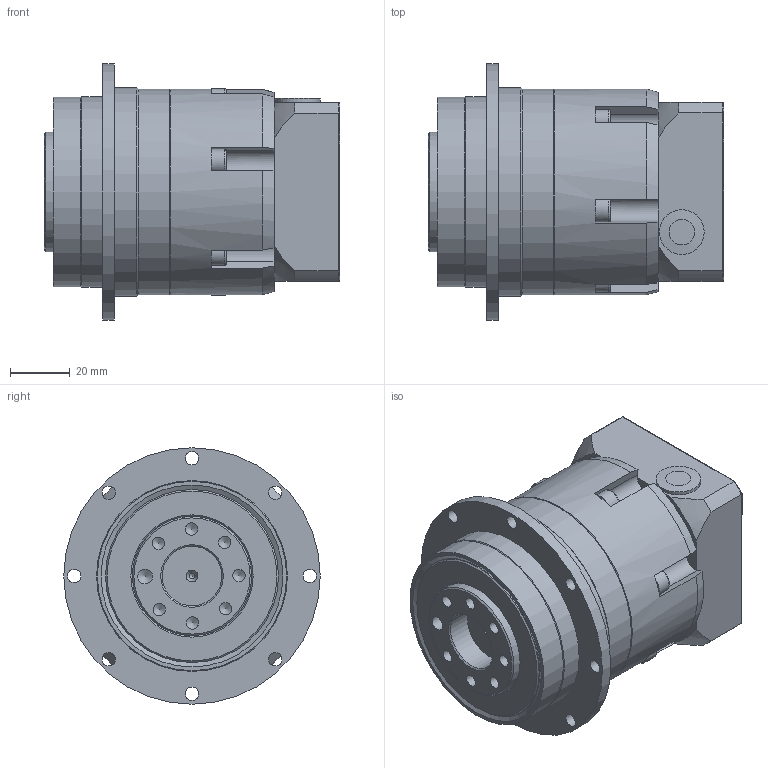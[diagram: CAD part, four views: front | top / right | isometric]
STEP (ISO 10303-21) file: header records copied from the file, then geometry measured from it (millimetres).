
FILE_DESCRIPTION(/* description */ (''),/* implementation_level */ '2;1');
FILE_NAME(/* name */ 'NF06400A1-060A.stp',/* time_stamp */ '2019-12-12T12:01:05+09:00',/* author */ ('S.M.SEO'),/* organization */ (''),/* preprocessor_version */ 'ST-DEVELOPER v16.1',/* originating_system */ 'Autodesk Inventor 2016',/* authorisation */ '');
FILE_SCHEMA (('AUTOMOTIVE_DESIGN { 1 0 10303 214 3 1 1 }'));
Length unit declared in the file: millimetre
Products named in the file (1): NF06400A1-060A
Bounding box: 99 x 86 x 86 mm (x, y, z)
Volume: 258870.3 mm3; surface area: 66957.3 mm2
Topology: 1 solids, 16 shells, 398 faces, 991 edges, 633 vertices
Faces by surface type: plane 196, cylinder 101, cone 76, torus 21, sphere 4
Full cylindrical faces by diameter (mm): 2 x1, 3.242 x6, 4.134 x16, 4.5 x8, 5 x6, 5.5 x5, 7 x1, 8 x1, 8.5 x6, 9 x4, 14 x1, 15 x1, 17 x1, 20 x1, 39.3 x1, 40 x3, 43.5 x1, 45 x1, 48 x1, 48.9 x1, 50 x2, 58 x2, 63.5 x1, 64 x1, 69 x2, 70 x1, 86 x1
Entity records: 10842 total; most frequent: CARTESIAN_POINT 2242, DIRECTION 1749, ORIENTED_EDGE 1512, EDGE_CURVE 756, AXIS2_PLACEMENT_3D 728, EDGE_LOOP 587, VERTEX_POINT 547, FACE_OUTER_BOUND 398
